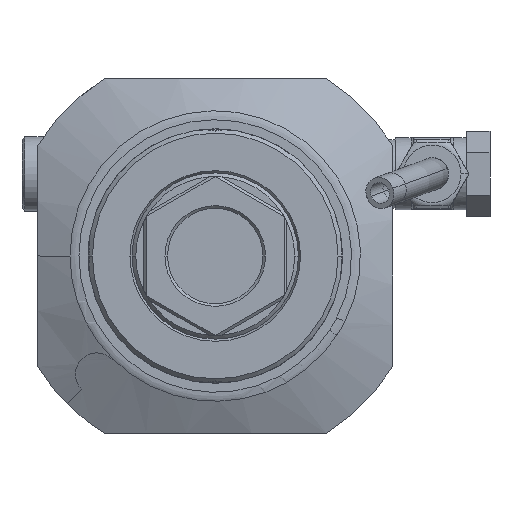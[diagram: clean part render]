
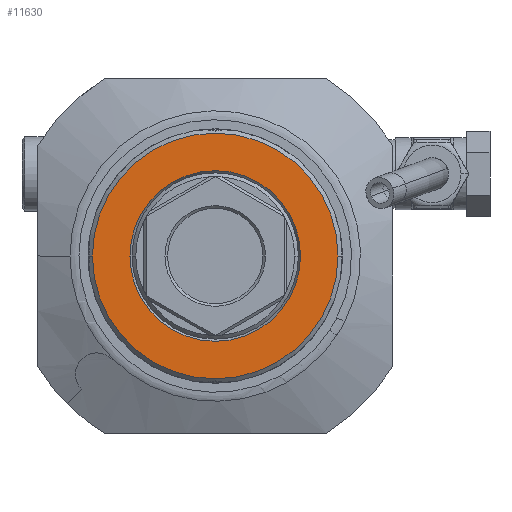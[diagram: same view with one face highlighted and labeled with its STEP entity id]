
A CAD part, left-side view. The second image highlights one B-rep face of the part: STEP entity #11630.
In plain terms, the highlighted planar face has unit normal (-1, 0, 0).
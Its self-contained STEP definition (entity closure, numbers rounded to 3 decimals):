
#4195=CARTESIAN_POINT('',(-24.,0.,0.));
#4196=DIRECTION('',(-1.,0.,0.));
#4197=DIRECTION('',(0.,1.,0.));
#4198=AXIS2_PLACEMENT_3D('',#4195,#4196,#4197);
#4200=CARTESIAN_POINT('',(-24.,0.,0.));
#4201=DIRECTION('',(-1.,0.,0.));
#4202=DIRECTION('',(0.,-1.,0.));
#4203=AXIS2_PLACEMENT_3D('',#4200,#4201,#4202);
#4205=CARTESIAN_POINT('',(-24.,0.,0.));
#4206=DIRECTION('',(1.,0.,0.));
#4207=DIRECTION('',(0.,1.,0.));
#4208=AXIS2_PLACEMENT_3D('',#4205,#4206,#4207);
#4210=CARTESIAN_POINT('',(-24.,0.,0.));
#4211=DIRECTION('',(1.,0.,0.));
#4212=DIRECTION('',(0.,-1.,0.));
#4213=AXIS2_PLACEMENT_3D('',#4210,#4211,#4212);
#7289=CARTESIAN_POINT('',(-24.,16.116,0.));
#7290=CARTESIAN_POINT('',(-24.,-16.116,0.));
#7291=VERTEX_POINT('',#7289);
#7292=VERTEX_POINT('',#7290);
#7293=CARTESIAN_POINT('',(-24.,23.2,0.));
#7294=CARTESIAN_POINT('',(-24.,-23.2,0.));
#7295=VERTEX_POINT('',#7293);
#7296=VERTEX_POINT('',#7294);
#11615=CARTESIAN_POINT('',(-24.,0.,0.));
#11616=DIRECTION('',(-1.,0.,0.));
#11617=DIRECTION('',(0.,1.,0.));
#11618=AXIS2_PLACEMENT_3D('',#11615,#11616,#11617);
#11619=PLANE('',#11618);
#11620=ORIENTED_EDGE('',*,*,#10929,.F.);
#11621=ORIENTED_EDGE('',*,*,#10911,.F.);
#11622=EDGE_LOOP('',(#11620,#11621));
#11623=FACE_OUTER_BOUND('',#11622,.F.);
#11625=ORIENTED_EDGE('',*,*,#11624,.F.);
#11627=ORIENTED_EDGE('',*,*,#11626,.F.);
#11628=EDGE_LOOP('',(#11625,#11627));
#11629=FACE_BOUND('',#11628,.F.);
#4199=CIRCLE('',#4198,23.2);
#4204=CIRCLE('',#4203,23.2);
#4209=CIRCLE('',#4208,16.116);
#4214=CIRCLE('',#4213,16.116);
#10911=EDGE_CURVE('',#7296,#7295,#4204,.T.);
#10929=EDGE_CURVE('',#7295,#7296,#4199,.T.);
#11624=EDGE_CURVE('',#7291,#7292,#4209,.T.);
#11626=EDGE_CURVE('',#7292,#7291,#4214,.T.);
#11630=ADVANCED_FACE('',(#11623,#11629),#11619,.T.);
